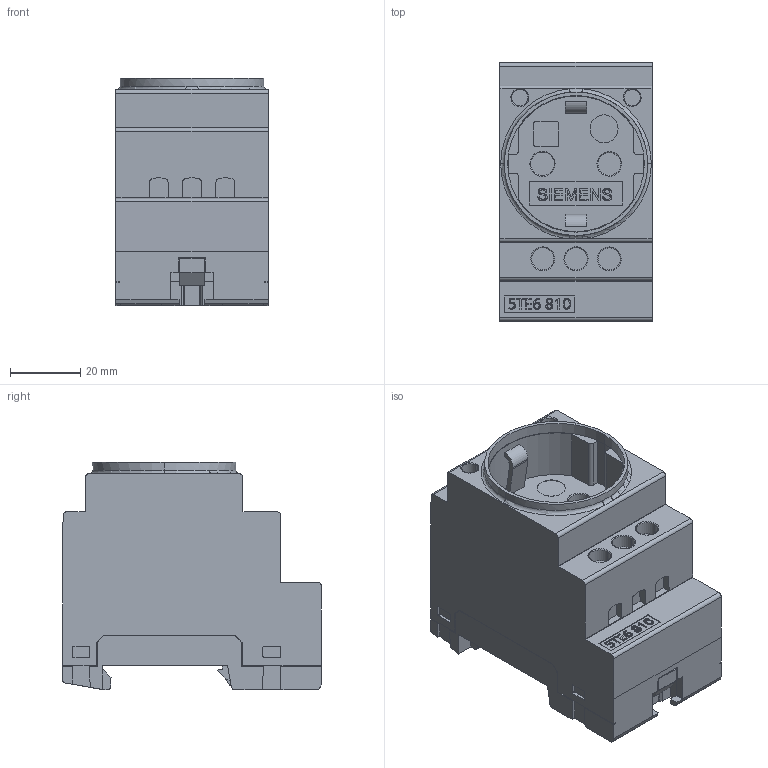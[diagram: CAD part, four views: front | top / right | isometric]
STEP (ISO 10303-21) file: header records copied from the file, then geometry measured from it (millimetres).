
FILE_DESCRIPTION(/* description */ (''),/* implementation_level */ '2;1');
FILE_NAME(/* name */ '5TE6810_3D_v.stp',/* time_stamp */ '2023-09-21T11:58:00+02:00',/* author */ (''),/* organization */ (''),/* preprocessor_version */ 'ST-DEVELOPER v18.101',/* originating_system */ 'SIEMENS PLM Software NX 2008',/* authorisation */ '');
FILE_SCHEMA (('AUTOMOTIVE_DESIGN { 1 0 10303 214 3 1 1 1 }'));
Length unit declared in the file: millimetre
Products named in the file (1): 5TE6810_3D_v
Bounding box: 43.4 x 73.9 x 64.8 mm (x, y, z)
Volume: 134286.5 mm3; surface area: 28126.7 mm2
Topology: 1 solids, 1 shells, 705 faces, 1987 edges, 1313 vertices
Faces by surface type: plane 420, cylinder 220, extrusion 41, torus 20, bspline 4
Entity records: 24805 total; most frequent: CARTESIAN_POINT 7295, ORIENTED_EDGE 3972, DIRECTION 3105, EDGE_CURVE 1986, VERTEX_POINT 1313, VECTOR 1253, LINE 1212, AXIS2_PLACEMENT_3D 926
